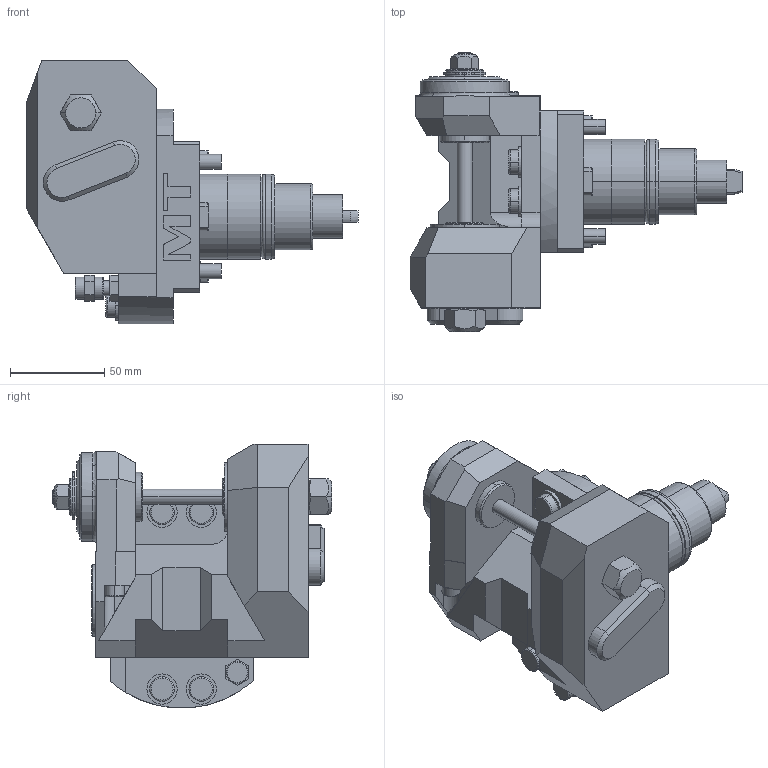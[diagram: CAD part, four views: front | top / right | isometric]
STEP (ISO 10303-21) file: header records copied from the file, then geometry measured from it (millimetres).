
FILE_DESCRIPTION((''),'2;1');
FILE_NAME('DWO1612108_CONF','2023-04-27T16:43:00',('gvalli'),('M.T. srl'),'CREO PARAMETRIC BY PTC INC, 2021072','CREO PARAMETRIC BY PTC INC, 2021072','');
FILE_SCHEMA(('CONFIG_CONTROL_DESIGN'));
Length unit declared in the file: millimetre
Products named in the file (1): DWO1612108_CONF
Bounding box: 176 x 148 x 139.87 mm (x, y, z)
Volume: 898267.9 mm3; surface area: 85015.4 mm2
Topology: 1 solids, 1 shells, 357 faces, 866 edges, 559 vertices
Faces by surface type: plane 201, cylinder 94, cone 36, torus 22, extrusion 4
Entity records: 11197 total; most frequent: CARTESIAN_POINT 2647, DIRECTION 1788, ORIENTED_EDGE 1732, EDGE_CURVE 866, AXIS2_PLACEMENT_3D 627, VERTEX_POINT 559, VECTOR 534, LINE 530
